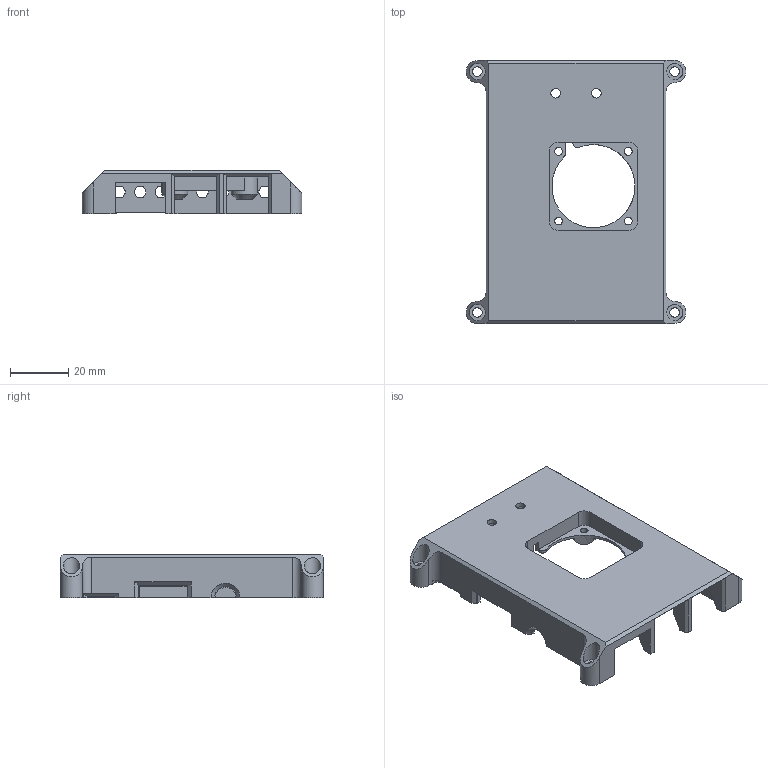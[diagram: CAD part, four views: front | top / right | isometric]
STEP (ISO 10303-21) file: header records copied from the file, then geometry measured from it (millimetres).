
FILE_DESCRIPTION(('FreeCAD Model'),'2;1');
FILE_NAME('Open CASCADE Shape Model','2024-08-23T13:03:07',(''),(''), 'Open CASCADE STEP processor 7.6','FreeCAD','Unknown');
FILE_SCHEMA(('AUTOMOTIVE_DESIGN { 1 0 10303 214 1 1 1 1 }'));
Length unit declared in the file: millimetre
Products named in the file (1): Top
Bounding box: 75.6 x 90.6 x 15 mm (x, y, z)
Volume: 17445.3 mm3; surface area: 20050.7 mm2
Topology: 1 solids, 1 shells, 169 faces, 477 edges, 314 vertices
Faces by surface type: plane 115, cylinder 46, cone 8
Full cylindrical faces by diameter (mm): 2.7 x4, 3.3 x6, 4 x8, 5.6 x4
Entity records: 5703 total; most frequent: CARTESIAN_POINT 1122, ORIENTED_EDGE 954, DIRECTION 931, EDGE_CURVE 477, LINE 349, VECTOR 349, VERTEX_POINT 314, AXIS2_PLACEMENT_3D 291
